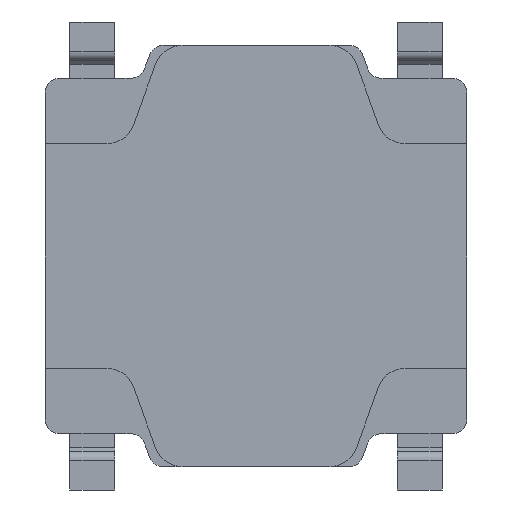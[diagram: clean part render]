
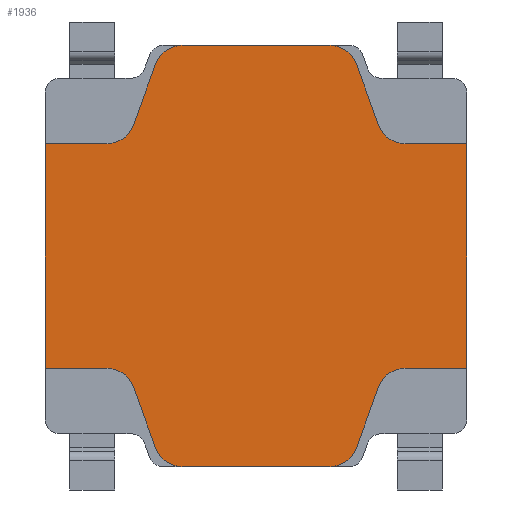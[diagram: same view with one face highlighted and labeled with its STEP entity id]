
A CAD part, front view. The second image highlights one B-rep face of the part: STEP entity #1936.
In plain terms, the highlighted planar face has unit normal (0, -1, 0).
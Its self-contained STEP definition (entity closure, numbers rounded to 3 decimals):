
#1=CARTESIAN_POINT('',(-0.79,0.,1.95));
#2=DIRECTION('',(0.,-1.,0.));
#3=DIRECTION('',(0.,0.,1.));
#4=AXIS2_PLACEMENT_3D('',#1,#2,#3);
#6=DIRECTION('',(1.,0.,0.));
#7=VECTOR('',#6,1.58);
#8=CARTESIAN_POINT('',(-0.79,0.,2.25));
#9=LINE('',#8,#7);
#10=CARTESIAN_POINT('',(0.79,0.,1.95));
#11=DIRECTION('',(0.,-1.,0.));
#12=DIRECTION('',(0.94,0.,0.342));
#13=AXIS2_PLACEMENT_3D('',#10,#11,#12);
#15=DIRECTION('',(0.342,0.,-0.94));
#16=VECTOR('',#15,0.697);
#17=CARTESIAN_POINT('',(1.072,0.,2.053));
#18=LINE('',#17,#16);
#19=CARTESIAN_POINT('',(1.592,0.,1.5));
#20=DIRECTION('',(0.,-1.,0.));
#21=DIRECTION('',(-0.94,0.,-0.342));
#22=AXIS2_PLACEMENT_3D('',#19,#20,#21);
#24=DIRECTION('',(-1.,0.,0.));
#25=VECTOR('',#24,0.658);
#26=CARTESIAN_POINT('',(2.25,0.,1.2));
#27=LINE('',#26,#25);
#28=DIRECTION('',(0.,0.,-1.));
#29=VECTOR('',#28,2.4);
#30=CARTESIAN_POINT('',(2.25,0.,1.2));
#31=LINE('',#30,#29);
#32=DIRECTION('',(-1.,0.,0.));
#33=VECTOR('',#32,0.658);
#34=CARTESIAN_POINT('',(2.25,0.,-1.2));
#35=LINE('',#34,#33);
#36=CARTESIAN_POINT('',(1.592,0.,-1.5));
#37=DIRECTION('',(0.,-1.,0.));
#38=DIRECTION('',(0.,0.,1.));
#39=AXIS2_PLACEMENT_3D('',#36,#37,#38);
#41=DIRECTION('',(-0.342,0.,-0.94));
#42=VECTOR('',#41,0.697);
#43=CARTESIAN_POINT('',(1.31,0.,-1.397));
#44=LINE('',#43,#42);
#45=CARTESIAN_POINT('',(0.79,0.,-1.95));
#46=DIRECTION('',(0.,-1.,0.));
#47=DIRECTION('',(0.,0.,-1.));
#48=AXIS2_PLACEMENT_3D('',#45,#46,#47);
#50=DIRECTION('',(-1.,0.,0.));
#51=VECTOR('',#50,1.58);
#52=CARTESIAN_POINT('',(0.79,0.,-2.25));
#53=LINE('',#52,#51);
#54=CARTESIAN_POINT('',(-0.79,0.,-1.95));
#55=DIRECTION('',(0.,-1.,0.));
#56=DIRECTION('',(-0.94,0.,-0.342));
#57=AXIS2_PLACEMENT_3D('',#54,#55,#56);
#59=DIRECTION('',(-0.342,0.,0.94));
#60=VECTOR('',#59,0.697);
#61=CARTESIAN_POINT('',(-1.072,0.,-2.053));
#62=LINE('',#61,#60);
#63=CARTESIAN_POINT('',(-1.592,0.,-1.5));
#64=DIRECTION('',(0.,-1.,0.));
#65=DIRECTION('',(0.94,0.,0.342));
#66=AXIS2_PLACEMENT_3D('',#63,#64,#65);
#68=DIRECTION('',(1.,0.,0.));
#69=VECTOR('',#68,0.658);
#70=CARTESIAN_POINT('',(-2.25,0.,-1.2));
#71=LINE('',#70,#69);
#72=DIRECTION('',(0.,0.,1.));
#73=VECTOR('',#72,2.4);
#74=CARTESIAN_POINT('',(-2.25,0.,-1.2));
#75=LINE('',#74,#73);
#76=DIRECTION('',(1.,0.,0.));
#77=VECTOR('',#76,0.658);
#78=CARTESIAN_POINT('',(-2.25,0.,1.2));
#79=LINE('',#78,#77);
#80=CARTESIAN_POINT('',(-1.592,0.,1.5));
#81=DIRECTION('',(0.,-1.,0.));
#82=DIRECTION('',(0.,0.,-1.));
#83=AXIS2_PLACEMENT_3D('',#80,#81,#82);
#85=DIRECTION('',(0.342,0.,0.94));
#86=VECTOR('',#85,0.697);
#87=CARTESIAN_POINT('',(-1.31,0.,1.397));
#88=LINE('',#87,#86);
#1745=CARTESIAN_POINT('',(-2.25,0.,1.2));
#1746=CARTESIAN_POINT('',(-1.592,0.,1.2));
#1747=VERTEX_POINT('',#1745);
#1748=VERTEX_POINT('',#1746);
#1749=CARTESIAN_POINT('',(-1.31,0.,1.397));
#1750=VERTEX_POINT('',#1749);
#1751=CARTESIAN_POINT('',(-1.31,0.,-1.397));
#1752=CARTESIAN_POINT('',(-1.592,0.,-1.2));
#1753=VERTEX_POINT('',#1751);
#1754=VERTEX_POINT('',#1752);
#1755=CARTESIAN_POINT('',(-2.25,0.,-1.2));
#1756=VERTEX_POINT('',#1755);
#1757=CARTESIAN_POINT('',(1.31,0.,1.397));
#1758=CARTESIAN_POINT('',(1.592,0.,1.2));
#1759=VERTEX_POINT('',#1757);
#1760=VERTEX_POINT('',#1758);
#1761=CARTESIAN_POINT('',(2.25,0.,1.2));
#1762=VERTEX_POINT('',#1761);
#1763=CARTESIAN_POINT('',(2.25,0.,-1.2));
#1764=CARTESIAN_POINT('',(1.592,0.,-1.2));
#1765=VERTEX_POINT('',#1763);
#1766=VERTEX_POINT('',#1764);
#1767=CARTESIAN_POINT('',(1.31,0.,-1.397));
#1768=VERTEX_POINT('',#1767);
#1849=CARTESIAN_POINT('',(-0.79,0.,2.25));
#1850=CARTESIAN_POINT('',(-1.072,0.,2.053));
#1851=VERTEX_POINT('',#1849);
#1852=VERTEX_POINT('',#1850);
#1857=CARTESIAN_POINT('',(1.072,0.,2.053));
#1859=VERTEX_POINT('',#1857);
#1861=CARTESIAN_POINT('',(0.79,0.,2.25));
#1862=VERTEX_POINT('',#1861);
#1865=CARTESIAN_POINT('',(0.79,0.,-2.25));
#1866=CARTESIAN_POINT('',(1.072,0.,-2.053));
#1867=VERTEX_POINT('',#1865);
#1868=VERTEX_POINT('',#1866);
#1873=CARTESIAN_POINT('',(-1.072,0.,-2.053));
#1875=VERTEX_POINT('',#1873);
#1877=CARTESIAN_POINT('',(-0.79,0.,-2.25));
#1878=VERTEX_POINT('',#1877);
#1889=CARTESIAN_POINT('',(0.,0.,0.));
#1890=DIRECTION('',(0.,1.,0.));
#1891=DIRECTION('',(1.,0.,0.));
#1892=AXIS2_PLACEMENT_3D('',#1889,#1890,#1891);
#1893=PLANE('',#1892);
#1895=ORIENTED_EDGE('',*,*,#1894,.F.);
#1897=ORIENTED_EDGE('',*,*,#1896,.T.);
#1899=ORIENTED_EDGE('',*,*,#1898,.F.);
#1901=ORIENTED_EDGE('',*,*,#1900,.T.);
#1903=ORIENTED_EDGE('',*,*,#1902,.T.);
#1905=ORIENTED_EDGE('',*,*,#1904,.F.);
#1907=ORIENTED_EDGE('',*,*,#1906,.T.);
#1909=ORIENTED_EDGE('',*,*,#1908,.T.);
#1911=ORIENTED_EDGE('',*,*,#1910,.T.);
#1913=ORIENTED_EDGE('',*,*,#1912,.T.);
#1915=ORIENTED_EDGE('',*,*,#1914,.F.);
#1917=ORIENTED_EDGE('',*,*,#1916,.T.);
#1919=ORIENTED_EDGE('',*,*,#1918,.F.);
#1921=ORIENTED_EDGE('',*,*,#1920,.T.);
#1923=ORIENTED_EDGE('',*,*,#1922,.T.);
#1925=ORIENTED_EDGE('',*,*,#1924,.F.);
#1927=ORIENTED_EDGE('',*,*,#1926,.T.);
#1929=ORIENTED_EDGE('',*,*,#1928,.T.);
#1931=ORIENTED_EDGE('',*,*,#1930,.T.);
#1933=ORIENTED_EDGE('',*,*,#1932,.T.);
#1934=EDGE_LOOP('',(#1895,#1897,#1899,#1901,#1903,#1905,#1907,#1909,#1911,#1913,
#1915,#1917,#1919,#1921,#1923,#1925,#1927,#1929,#1931,#1933));
#1935=FACE_OUTER_BOUND('',#1934,.F.);
#5=CIRCLE('',#4,0.3);
#14=CIRCLE('',#13,0.3);
#23=CIRCLE('',#22,0.3);
#40=CIRCLE('',#39,0.3);
#49=CIRCLE('',#48,0.3);
#58=CIRCLE('',#57,0.3);
#67=CIRCLE('',#66,0.3);
#84=CIRCLE('',#83,0.3);
#1894=EDGE_CURVE('',#1851,#1852,#5,.T.);
#1896=EDGE_CURVE('',#1851,#1862,#9,.T.);
#1898=EDGE_CURVE('',#1859,#1862,#14,.T.);
#1900=EDGE_CURVE('',#1859,#1759,#18,.T.);
#1902=EDGE_CURVE('',#1759,#1760,#23,.T.);
#1904=EDGE_CURVE('',#1762,#1760,#27,.T.);
#1906=EDGE_CURVE('',#1762,#1765,#31,.T.);
#1908=EDGE_CURVE('',#1765,#1766,#35,.T.);
#1910=EDGE_CURVE('',#1766,#1768,#40,.T.);
#1912=EDGE_CURVE('',#1768,#1868,#44,.T.);
#1914=EDGE_CURVE('',#1867,#1868,#49,.T.);
#1916=EDGE_CURVE('',#1867,#1878,#53,.T.);
#1918=EDGE_CURVE('',#1875,#1878,#58,.T.);
#1920=EDGE_CURVE('',#1875,#1753,#62,.T.);
#1922=EDGE_CURVE('',#1753,#1754,#67,.T.);
#1924=EDGE_CURVE('',#1756,#1754,#71,.T.);
#1926=EDGE_CURVE('',#1756,#1747,#75,.T.);
#1928=EDGE_CURVE('',#1747,#1748,#79,.T.);
#1930=EDGE_CURVE('',#1748,#1750,#84,.T.);
#1932=EDGE_CURVE('',#1750,#1852,#88,.T.);
#1936=ADVANCED_FACE('',(#1935),#1893,.F.);
